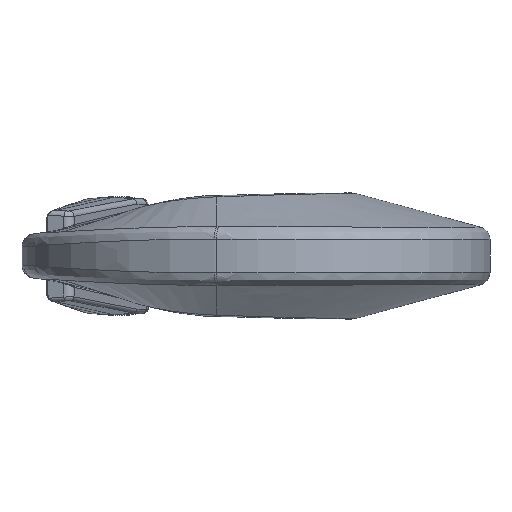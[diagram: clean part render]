
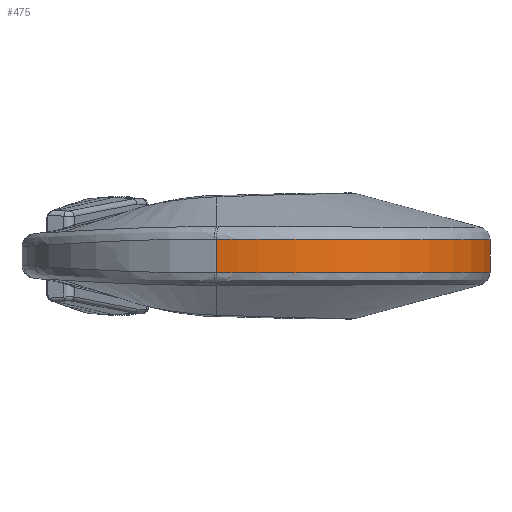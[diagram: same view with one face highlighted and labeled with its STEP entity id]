
A CAD part, front view. The second image highlights one B-rep face of the part: STEP entity #475.
In plain terms, the highlighted cylindrical face has radius 85.907 mm (diameter 171.814 mm), a partial arc.
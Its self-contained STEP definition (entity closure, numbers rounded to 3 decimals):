
#303=CYLINDRICAL_SURFACE('',#4597,85.907);
#475=ADVANCED_FACE('',(#805),#303,.T.);
#805=FACE_OUTER_BOUND('',#1087,.T.);
#1087=EDGE_LOOP('',(#2392,#2393,#2394,#2395));
#1425=B_SPLINE_CURVE_WITH_KNOTS('',3,(#10134,#10135,#10136,#10137,#10138,
#10139,#10140,#10141,#10142,#10143,#10144,#10145,#10146,#10147,#10148,#10149,
#10150,#10151),.UNSPECIFIED.,.F.,.F.,(4,2,2,2,2,2,2,2,4),(0.,0.125,0.25,
0.375,0.5,0.625,0.75,0.875,1.),.UNSPECIFIED.);
#1426=B_SPLINE_CURVE_WITH_KNOTS('',3,(#10155,#10156,#10157,#10158,#10159,
#10160,#10161,#10162,#10163,#10164,#10165,#10166,#10167,#10168,#10169,#10170,
#10171,#10172),.UNSPECIFIED.,.F.,.F.,(4,2,2,2,2,2,2,2,4),(0.,0.125,0.25,
0.375,0.5,0.625,0.75,0.875,1.),.UNSPECIFIED.);
#2392=ORIENTED_EDGE('',*,*,#3779,.F.);
#2393=ORIENTED_EDGE('',*,*,#3780,.T.);
#2394=ORIENTED_EDGE('',*,*,#3781,.T.);
#2395=ORIENTED_EDGE('',*,*,#3782,.F.);
#3254=VERTEX_POINT('',#10132);
#3255=VERTEX_POINT('',#10133);
#3256=VERTEX_POINT('',#10152);
#3257=VERTEX_POINT('',#10154);
#3779=EDGE_CURVE('',#3254,#3255,#4179,.T.);
#3780=EDGE_CURVE('',#3254,#3256,#1425,.T.);
#3781=EDGE_CURVE('',#3256,#3257,#4180,.T.);
#3782=EDGE_CURVE('',#3255,#3257,#1426,.T.);
#4179=LINE('',#10131,#4343);
#4180=LINE('',#10153,#4344);
#4343=VECTOR('',#5274,1.);
#4344=VECTOR('',#5275,1.);
#4597=AXIS2_PLACEMENT_3D('',#10173,#5276,#5277);
#5274=DIRECTION('',(0.,0.,-1.));
#5275=DIRECTION('',(0.,0.,-1.));
#5276=DIRECTION('',(0.,0.,-1.));
#5277=DIRECTION('',(-1.,0.,0.));
#10131=CARTESIAN_POINT('',(104.,0.,39.));
#10132=CARTESIAN_POINT('',(104.,0.,6.173));
#10133=CARTESIAN_POINT('',(104.,0.,-6.173));
#10134=CARTESIAN_POINT('',(104.,0.,6.173));
#10135=CARTESIAN_POINT('',(104.599,-6.75,6.163));
#10136=CARTESIAN_POINT('',(104.398,-13.442,6.155));
#10137=CARTESIAN_POINT('',(102.452,-26.699,6.145));
#10138=CARTESIAN_POINT('',(100.672,-33.299,6.143));
#10139=CARTESIAN_POINT('',(95.707,-45.709,6.142));
#10140=CARTESIAN_POINT('',(92.48,-51.659,6.145));
#10141=CARTESIAN_POINT('',(84.706,-62.664,6.154));
#10142=CARTESIAN_POINT('',(80.248,-67.619,6.162));
#10143=CARTESIAN_POINT('',(70.218,-76.46,6.181));
#10144=CARTESIAN_POINT('',(64.59,-80.351,6.194));
#10145=CARTESIAN_POINT('',(52.79,-86.612,6.224));
#10146=CARTESIAN_POINT('',(46.517,-89.059,6.242));
#10147=CARTESIAN_POINT('',(33.441,-92.447,6.284));
#10148=CARTESIAN_POINT('',(26.819,-93.352,6.307));
#10149=CARTESIAN_POINT('',(13.413,-93.615,6.359));
#10150=CARTESIAN_POINT('',(6.618,-92.954,6.388));
#10151=CARTESIAN_POINT('',(0.,-91.5,6.421));
#10152=CARTESIAN_POINT('',(0.,-91.5,6.421));
#10153=CARTESIAN_POINT('',(0.,-91.5,39.));
#10154=CARTESIAN_POINT('',(0.,-91.5,-6.421));
#10155=CARTESIAN_POINT('',(104.,0.,-6.173));
#10156=CARTESIAN_POINT('',(104.599,-6.75,-6.163));
#10157=CARTESIAN_POINT('',(104.398,-13.442,-6.155));
#10158=CARTESIAN_POINT('',(102.452,-26.699,-6.145));
#10159=CARTESIAN_POINT('',(100.672,-33.299,-6.143));
#10160=CARTESIAN_POINT('',(95.707,-45.709,-6.142));
#10161=CARTESIAN_POINT('',(92.48,-51.659,-6.145));
#10162=CARTESIAN_POINT('',(84.706,-62.664,-6.154));
#10163=CARTESIAN_POINT('',(80.248,-67.619,-6.162));
#10164=CARTESIAN_POINT('',(70.218,-76.46,-6.181));
#10165=CARTESIAN_POINT('',(64.59,-80.351,-6.194));
#10166=CARTESIAN_POINT('',(52.79,-86.612,-6.224));
#10167=CARTESIAN_POINT('',(46.517,-89.059,-6.242));
#10168=CARTESIAN_POINT('',(33.441,-92.447,-6.284));
#10169=CARTESIAN_POINT('',(26.819,-93.352,-6.307));
#10170=CARTESIAN_POINT('',(13.413,-93.615,-6.359));
#10171=CARTESIAN_POINT('',(6.618,-92.954,-6.388));
#10172=CARTESIAN_POINT('',(0.,-91.5,-6.421));
#10173=CARTESIAN_POINT('',(18.429,-7.593,39.));
